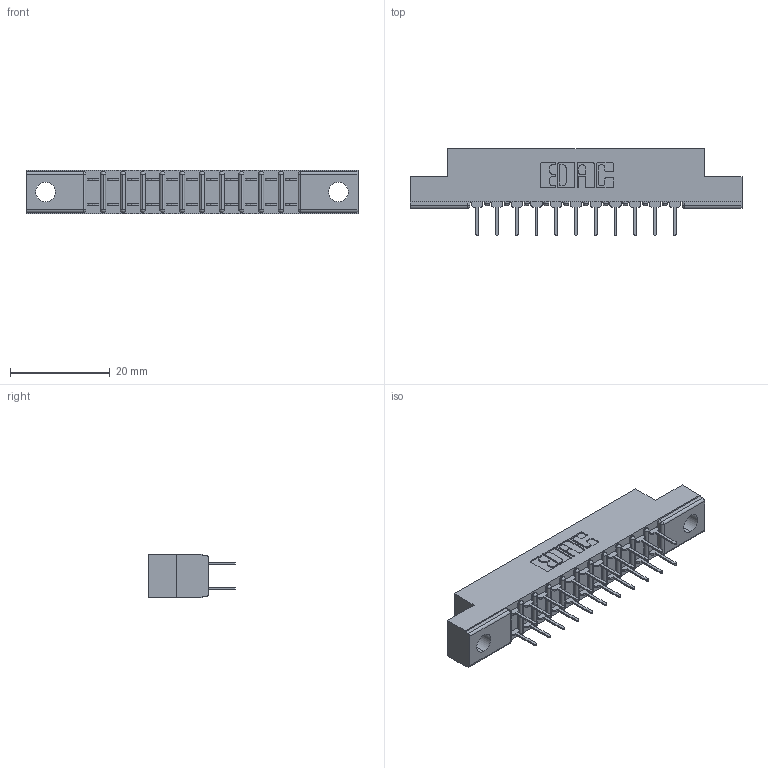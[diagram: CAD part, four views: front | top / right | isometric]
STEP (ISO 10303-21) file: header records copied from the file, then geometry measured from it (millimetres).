
FILE_DESCRIPTION (( 'STEP AP203' ), '1' );
FILE_NAME ('357-022-424-202.STEP', '2020-10-02T23:14:32', ( '' ), ( '' ), 'SwSTEP 2.0', 'SolidWorks 2020', '' );
FILE_SCHEMA (( 'CONFIG_CONTROL_DESIGN' ));
Length unit declared in the file: inch
Products named in the file (3): 307-290-001_524; 307 Part_.128 Dia Mounting Holes; 357-022-424-202
Assembly tree (23 placements, depth 2):
  357-022-424-202
    307 Part_.128 Dia Mounting Holes
    307-290-001_524  x22
Bounding box: 66.6 x 17.42 x 8.71 mm (x, y, z)
Volume: 4262.5 mm3; surface area: 6764.4 mm2
Topology: 23 solids, 23 shells, 1142 faces, 3183 edges, 2058 vertices
Faces by surface type: plane 752, cylinder 366, sphere 24
Entity records: 13574 total; most frequent: CARTESIAN_POINT 2227, ORIENTED_EDGE 2202, DIRECTION 2195, EDGE_CURVE 1101, VECTOR 831, LINE 831, VERTEX_POINT 714, AXIS2_PLACEMENT_3D 682
